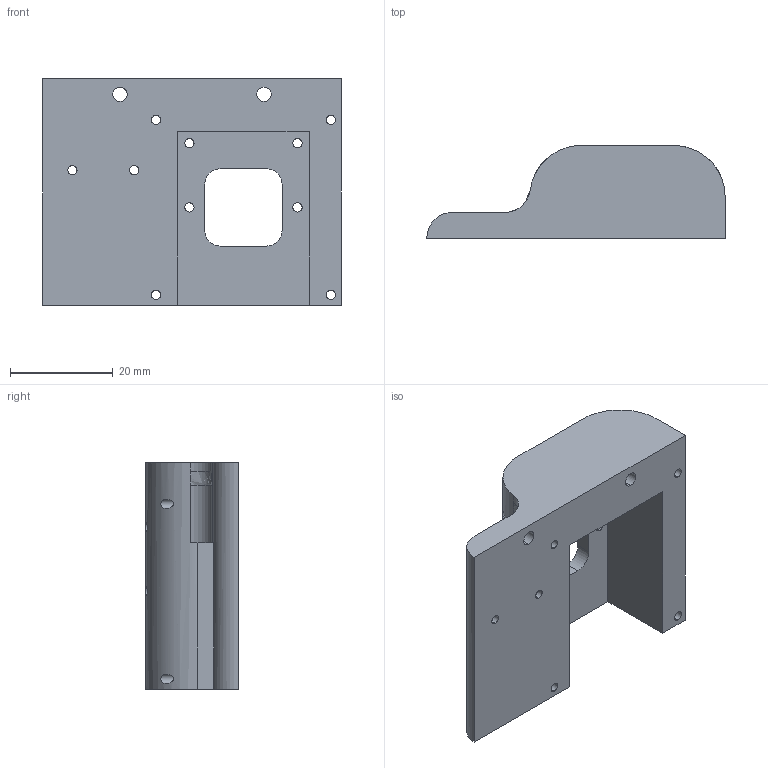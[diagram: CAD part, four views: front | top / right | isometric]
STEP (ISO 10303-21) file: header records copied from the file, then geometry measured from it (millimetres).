
FILE_DESCRIPTION (( 'STEP AP214' ), '1' );
FILE_NAME ('CameraMount.STEP', '2025-07-11T18:22:13', ( '' ), ( '' ), 'SwSTEP 2.0', 'SolidWorks 2024', '' );
FILE_SCHEMA (( 'AUTOMOTIVE_DESIGN' ));
Length unit declared in the file: millimetre
Products named in the file (1): CameraMount
Bounding box: 58 x 18 x 44 mm (x, y, z)
Volume: 17618.5 mm3; surface area: 9048 mm2
Topology: 1 solids, 1 shells, 52 faces, 151 edges, 100 vertices
Faces by surface type: cylinder 33, plane 18, bspline 1
Entity records: 2192 total; most frequent: CARTESIAN_POINT 726, ORIENTED_EDGE 302, DIRECTION 292, EDGE_CURVE 151, AXIS2_PLACEMENT_3D 106, VERTEX_POINT 100, LINE 80, VECTOR 80
